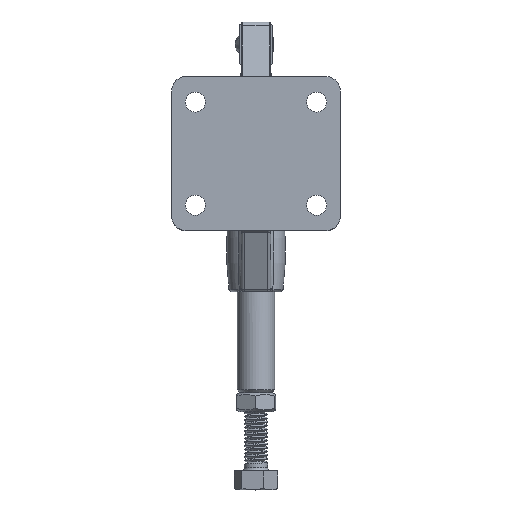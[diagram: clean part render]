
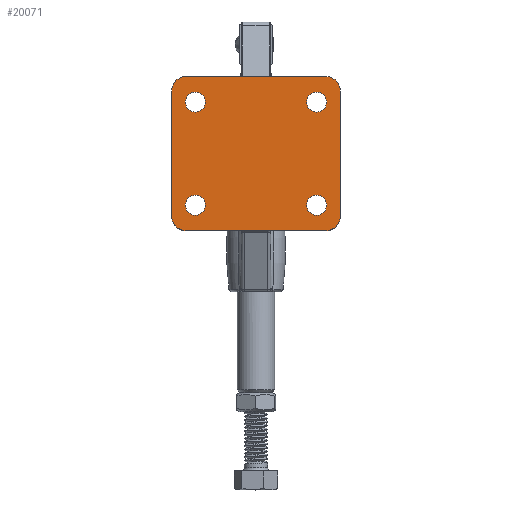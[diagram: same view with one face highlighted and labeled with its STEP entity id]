
A CAD part, top view. The second image highlights one B-rep face of the part: STEP entity #20071.
In plain terms, the highlighted planar face has unit normal (0, 0, 1).
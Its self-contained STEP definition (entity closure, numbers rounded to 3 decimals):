
#6 = CARTESIAN_POINT ( 'NONE',  ( 23.95, 8.7, 0. ) ) ;
#60 = CARTESIAN_POINT ( 'NONE',  ( -23.95, 43.7, 0. ) ) ;
#193 = DIRECTION ( 'NONE',  ( -1., 0., 0. ) ) ;
#194 = DIRECTION ( 'NONE',  ( 0., 0., 1. ) ) ;
#195 = CARTESIAN_POINT ( 'NONE',  ( -20.55, 43.7, 0. ) ) ;
#196 = AXIS2_PLACEMENT_3D ( 'NONE', #195, #194, #193 ) ;
#197 = CIRCLE ( 'NONE', #196, 3.4 ) ;
#211 = CIRCLE ( 'NONE', #257, 3.4 ) ;
#214 = CARTESIAN_POINT ( 'NONE',  ( 17.15, 8.7, 0. ) ) ;
#253 = CARTESIAN_POINT ( 'NONE',  ( -17.15, 8.7, 0. ) ) ;
#254 = DIRECTION ( 'NONE',  ( 1., 0., 0. ) ) ;
#255 = DIRECTION ( 'NONE',  ( 0., 0., 1. ) ) ;
#256 = CARTESIAN_POINT ( 'NONE',  ( -20.55, 8.7, 0. ) ) ;
#257 = AXIS2_PLACEMENT_3D ( 'NONE', #256, #255, #254 ) ;
#388 = CARTESIAN_POINT ( 'NONE',  ( -17.15, 43.7, 0. ) ) ;
#418 = CARTESIAN_POINT ( 'NONE',  ( -23.95, 8.7, 0. ) ) ;
#8670 = CARTESIAN_POINT ( 'NONE',  ( -23.6, 52.4, 0. ) ) ;
#8692 = CARTESIAN_POINT ( 'NONE',  ( -28.6, 5., 0. ) ) ;
#8703 = DIRECTION ( 'NONE',  ( 0., -1., 0. ) ) ;
#8704 = VECTOR ( 'NONE', #8703, 1000. ) ;
#8705 = CARTESIAN_POINT ( 'NONE',  ( -28.6, 52.4, 0. ) ) ;
#8710 = LINE ( 'NONE', #8705, #8704 ) ;
#8712 = DIRECTION ( 'NONE',  ( -1., 0., 0. ) ) ;
#8713 = DIRECTION ( 'NONE',  ( 0., 0., 1. ) ) ;
#8714 = CARTESIAN_POINT ( 'NONE',  ( -23.6, 47.4, 0. ) ) ;
#8715 = AXIS2_PLACEMENT_3D ( 'NONE', #8714, #8713, #8712 ) ;
#8716 = CIRCLE ( 'NONE', #8715, 5. ) ;
#8803 = CARTESIAN_POINT ( 'NONE',  ( 23.6, 0., 0. ) ) ;
#8813 = DIRECTION ( 'NONE',  ( -1., 0., 0. ) ) ;
#8814 = DIRECTION ( 'NONE',  ( 0., 0., 1. ) ) ;
#8815 = CARTESIAN_POINT ( 'NONE',  ( 23.6, 5., 0. ) ) ;
#8816 = AXIS2_PLACEMENT_3D ( 'NONE', #8815, #8814, #8813 ) ;
#8817 = CIRCLE ( 'NONE', #8816, 5. ) ;
#10589 = CIRCLE ( 'NONE', #10640, 3.4 ) ;
#10619 = CARTESIAN_POINT ( 'NONE',  ( 28.6, 47.4, 0. ) ) ;
#10626 = CARTESIAN_POINT ( 'NONE',  ( 28.6, 5., 0. ) ) ;
#10637 = DIRECTION ( 'NONE',  ( 1., 0., 0. ) ) ;
#10638 = DIRECTION ( 'NONE',  ( 0., 0., 1. ) ) ;
#10639 = CARTESIAN_POINT ( 'NONE',  ( 20.55, 43.7, 0. ) ) ;
#10640 = AXIS2_PLACEMENT_3D ( 'NONE', #10639, #10638, #10637 ) ;
#10645 = DIRECTION ( 'NONE',  ( -1., 0., 0. ) ) ;
#10646 = DIRECTION ( 'NONE',  ( 0., 0., 1. ) ) ;
#10647 = CARTESIAN_POINT ( 'NONE',  ( -20.55, 43.7, 0. ) ) ;
#10648 = AXIS2_PLACEMENT_3D ( 'NONE', #10647, #10646, #10645 ) ;
#10649 = CIRCLE ( 'NONE', #10648, 3.4 ) ;
#10682 = DIRECTION ( 'NONE',  ( 1., 0., 0. ) ) ;
#10683 = DIRECTION ( 'NONE',  ( 0., 0., 1. ) ) ;
#10684 = CARTESIAN_POINT ( 'NONE',  ( -20.55, 8.7, 0. ) ) ;
#10685 = AXIS2_PLACEMENT_3D ( 'NONE', #10684, #10683, #10682 ) ;
#10686 = CIRCLE ( 'NONE', #10685, 3.4 ) ;
#10702 = DIRECTION ( 'NONE',  ( -1., 0., 0. ) ) ;
#10703 = DIRECTION ( 'NONE',  ( 0., 0., 1. ) ) ;
#10704 = CARTESIAN_POINT ( 'NONE',  ( 20.55, 8.7, 0. ) ) ;
#10705 = AXIS2_PLACEMENT_3D ( 'NONE', #10704, #10703, #10702 ) ;
#10706 = CIRCLE ( 'NONE', #10705, 3.4 ) ;
#10718 = PLANE ( 'NONE',  #10771 ) ;
#10719 = FACE_OUTER_BOUND ( 'NONE', #20164, .T. ) ;
#10720 = FACE_BOUND ( 'NONE', #20091, .T. ) ;
#10721 = FACE_BOUND ( 'NONE', #20221, .T. ) ;
#10722 = FACE_BOUND ( 'NONE', #20063, .T. ) ;
#10723 = FACE_BOUND ( 'NONE', #20209, .T. ) ;
#10724 = DIRECTION ( 'NONE',  ( 1., 0., 0. ) ) ;
#10725 = VECTOR ( 'NONE', #10724, 1000. ) ;
#10726 = CARTESIAN_POINT ( 'NONE',  ( -28.6, 0., 0. ) ) ;
#10727 = LINE ( 'NONE', #10726, #10725 ) ;
#10728 = DIRECTION ( 'NONE',  ( -1., 0., 0. ) ) ;
#10729 = DIRECTION ( 'NONE',  ( 0., 0., 1. ) ) ;
#10730 = CARTESIAN_POINT ( 'NONE',  ( -23.6, 5., 0. ) ) ;
#10731 = AXIS2_PLACEMENT_3D ( 'NONE', #10730, #10729, #10728 ) ;
#10732 = CIRCLE ( 'NONE', #10731, 5. ) ;
#10744 = CARTESIAN_POINT ( 'NONE',  ( -23.6, 0., 0. ) ) ;
#10752 = DIRECTION ( 'NONE',  ( 1., 0., 0. ) ) ;
#10753 = VECTOR ( 'NONE', #10752, 1000. ) ;
#10754 = CARTESIAN_POINT ( 'NONE',  ( -28.6, 52.4, 0. ) ) ;
#10755 = LINE ( 'NONE', #10754, #10753 ) ;
#10762 = CARTESIAN_POINT ( 'NONE',  ( -28.6, 47.4, 0. ) ) ;
#10763 = CARTESIAN_POINT ( 'NONE',  ( 23.6, 52.4, 0. ) ) ;
#10764 = DIRECTION ( 'NONE',  ( -1., 0., 0. ) ) ;
#10765 = DIRECTION ( 'NONE',  ( 0., 0., 1. ) ) ;
#10766 = AXIS2_PLACEMENT_3D ( 'NONE', #10772, #10765, #10764 ) ;
#10767 = CIRCLE ( 'NONE', #10766, 5. ) ;
#10768 = DIRECTION ( 'NONE',  ( -1., 0., 0. ) ) ;
#10769 = DIRECTION ( 'NONE',  ( 0., 0., -1. ) ) ;
#10770 = CARTESIAN_POINT ( 'NONE',  ( -28.6, 52.4, 0. ) ) ;
#10771 = AXIS2_PLACEMENT_3D ( 'NONE', #10770, #10769, #10768 ) ;
#10772 = CARTESIAN_POINT ( 'NONE',  ( 23.6, 47.4, 0. ) ) ;
#10788 = DIRECTION ( 'NONE',  ( 0., -1., 0. ) ) ;
#10789 = VECTOR ( 'NONE', #10788, 1000. ) ;
#10790 = CARTESIAN_POINT ( 'NONE',  ( 28.6, 52.4, 0. ) ) ;
#10791 = LINE ( 'NONE', #10790, #10789 ) ;
#19945 = EDGE_CURVE ( 'NONE', #37615, #37671, #10589, .T. ) ;
#19957 = VERTEX_POINT ( 'NONE', #10626 ) ;
#19963 = VERTEX_POINT ( 'NONE', #10619 ) ;
#20004 = EDGE_CURVE ( 'NONE', #37858, #37757, #10649, .T. ) ;
#20025 = EDGE_CURVE ( 'NONE', #37819, #37871, #10686, .T. ) ;
#20052 = EDGE_CURVE ( 'NONE', #37738, #37815, #10706, .T. ) ;
#20059 = ORIENTED_EDGE ( 'NONE', *, *, #20052, .F. ) ;
#20061 = ORIENTED_EDGE ( 'NONE', *, *, #37800, .F. ) ;
#20063 = EDGE_LOOP ( 'NONE', ( #20064, #20065 ) ) ;
#20064 = ORIENTED_EDGE ( 'NONE', *, *, #19945, .F. ) ;
#20065 = ORIENTED_EDGE ( 'NONE', *, *, #37614, .F. ) ;
#20067 = EDGE_CURVE ( 'NONE', #20147, #20114, #10732, .T. ) ;
#20068 = ORIENTED_EDGE ( 'NONE', *, *, #20069, .T. ) ;
#20069 = EDGE_CURVE ( 'NONE', #20114, #20290, #10727, .T. ) ;
#20071 = ADVANCED_FACE ( 'NONE', ( #10723, #10722, #10721, #10720, #10719 ), #10718, .F. ) ;
#20072 = ORIENTED_EDGE ( 'NONE', *, *, #20004, .F. ) ;
#20073 = ORIENTED_EDGE ( 'NONE', *, *, #20121, .F. ) ;
#20076 = ORIENTED_EDGE ( 'NONE', *, *, #20078, .T. ) ;
#20078 = EDGE_CURVE ( 'NONE', #19963, #20081, #10767, .T. ) ;
#20081 = VERTEX_POINT ( 'NONE', #10763 ) ;
#20083 = VERTEX_POINT ( 'NONE', #10762 ) ;
#20088 = ORIENTED_EDGE ( 'NONE', *, *, #37716, .F. ) ;
#20091 = EDGE_LOOP ( 'NONE', ( #20092, #20160 ) ) ;
#20092 = ORIENTED_EDGE ( 'NONE', *, *, #20025, .F. ) ;
#20103 = ORIENTED_EDGE ( 'NONE', *, *, #20104, .F. ) ;
#20104 = EDGE_CURVE ( 'NONE', #20198, #20081, #10755, .T. ) ;
#20111 = ORIENTED_EDGE ( 'NONE', *, *, #20206, .T. ) ;
#20113 = ORIENTED_EDGE ( 'NONE', *, *, #20067, .T. ) ;
#20114 = VERTEX_POINT ( 'NONE', #10744 ) ;
#20121 = EDGE_CURVE ( 'NONE', #19963, #19957, #10791, .T. ) ;
#20147 = VERTEX_POINT ( 'NONE', #8692 ) ;
#20160 = ORIENTED_EDGE ( 'NONE', *, *, #37818, .F. ) ;
#20164 = EDGE_LOOP ( 'NONE', ( #20111, #20113, #20068, #20291, #20073, #20076, #20103, #20199 ) ) ;
#20198 = VERTEX_POINT ( 'NONE', #8670 ) ;
#20199 = ORIENTED_EDGE ( 'NONE', *, *, #20200, .T. ) ;
#20200 = EDGE_CURVE ( 'NONE', #20198, #20083, #8716, .T. ) ;
#20206 = EDGE_CURVE ( 'NONE', #20083, #20147, #8710, .T. ) ;
#20209 = EDGE_LOOP ( 'NONE', ( #20072, #20061 ) ) ;
#20221 = EDGE_LOOP ( 'NONE', ( #20059, #20088 ) ) ;
#20290 = VERTEX_POINT ( 'NONE', #8803 ) ;
#20291 = ORIENTED_EDGE ( 'NONE', *, *, #20292, .T. ) ;
#20292 = EDGE_CURVE ( 'NONE', #20290, #19957, #8817, .T. ) ;
#27762 = CARTESIAN_POINT ( 'NONE',  ( 23.95, 43.7, 0. ) ) ;
#27763 = DIRECTION ( 'NONE',  ( 1., 0., 0. ) ) ;
#27764 = DIRECTION ( 'NONE',  ( 0., 0., 1. ) ) ;
#27765 = CARTESIAN_POINT ( 'NONE',  ( 20.55, 43.7, 0. ) ) ;
#27766 = AXIS2_PLACEMENT_3D ( 'NONE', #27765, #27764, #27763 ) ;
#27767 = CIRCLE ( 'NONE', #27766, 3.4 ) ;
#27826 = CARTESIAN_POINT ( 'NONE',  ( 17.15, 43.7, 0. ) ) ;
#27957 = DIRECTION ( 'NONE',  ( -1., 0., 0. ) ) ;
#27958 = DIRECTION ( 'NONE',  ( 0., 0., 1. ) ) ;
#27959 = CARTESIAN_POINT ( 'NONE',  ( 20.55, 8.7, 0. ) ) ;
#27960 = AXIS2_PLACEMENT_3D ( 'NONE', #27959, #27958, #27957 ) ;
#27961 = CIRCLE ( 'NONE', #27960, 3.4 ) ;
#37614 = EDGE_CURVE ( 'NONE', #37671, #37615, #27767, .T. ) ;
#37615 = VERTEX_POINT ( 'NONE', #27762 ) ;
#37671 = VERTEX_POINT ( 'NONE', #27826 ) ;
#37716 = EDGE_CURVE ( 'NONE', #37815, #37738, #27961, .T. ) ;
#37738 = VERTEX_POINT ( 'NONE', #6 ) ;
#37757 = VERTEX_POINT ( 'NONE', #60 ) ;
#37800 = EDGE_CURVE ( 'NONE', #37757, #37858, #197, .T. ) ;
#37815 = VERTEX_POINT ( 'NONE', #214 ) ;
#37818 = EDGE_CURVE ( 'NONE', #37871, #37819, #211, .T. ) ;
#37819 = VERTEX_POINT ( 'NONE', #253 ) ;
#37858 = VERTEX_POINT ( 'NONE', #388 ) ;
#37871 = VERTEX_POINT ( 'NONE', #418 ) ;
